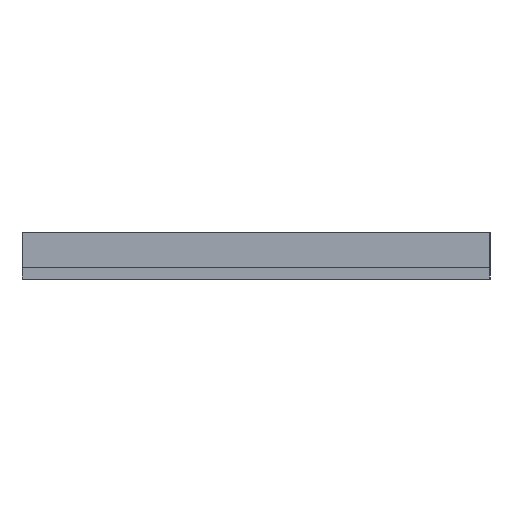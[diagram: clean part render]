
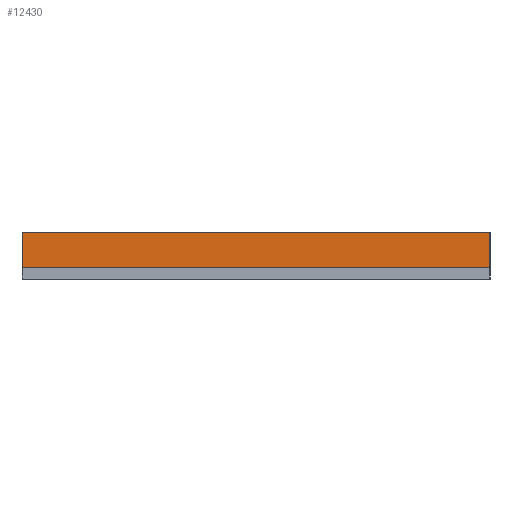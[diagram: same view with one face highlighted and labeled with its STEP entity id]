
A CAD part, left-side view. The second image highlights one B-rep face of the part: STEP entity #12430.
In plain terms, the highlighted planar face has unit normal (-1, 0, 0).
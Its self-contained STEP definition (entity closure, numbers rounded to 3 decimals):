
#736 = EDGE_CURVE ( 'NONE', #20477, #5267, #16340, .T. ) ;
#1021 = CARTESIAN_POINT ( 'NONE',  ( -3.5, 3.5, 0.53 ) ) ;
#1164 = EDGE_CURVE ( 'NONE', #5267, #15246, #5384, .T. ) ;
#1657 = VECTOR ( 'NONE', #7570, 1000. ) ;
#2009 = CARTESIAN_POINT ( 'NONE',  ( -3.5, -3.5, 0.53 ) ) ;
#4179 = EDGE_CURVE ( 'NONE', #9204, #15246, #5895, .T. ) ;
#5267 = VERTEX_POINT ( 'NONE', #21128 ) ;
#5384 = LINE ( 'NONE', #21986, #1657 ) ;
#5895 = LINE ( 'NONE', #20730, #17384 ) ;
#7095 = DIRECTION ( 'NONE',  ( 0., 1., 0. ) ) ;
#7351 = DIRECTION ( 'NONE',  ( 0., -1., 0. ) ) ;
#7522 = FACE_OUTER_BOUND ( 'NONE', #24289, .T. ) ;
#7570 = DIRECTION ( 'NONE',  ( 0., -1., 0. ) ) ;
#9204 = VERTEX_POINT ( 'NONE', #2009 ) ;
#9310 = CARTESIAN_POINT ( 'NONE',  ( -3.5, 3.5, 0.53 ) ) ;
#11212 = ORIENTED_EDGE ( 'NONE', *, *, #4179, .F. ) ;
#12430 = ADVANCED_FACE ( 'NONE', ( #7522 ), #21518, .F. ) ;
#13040 = ORIENTED_EDGE ( 'NONE', *, *, #18310, .F. ) ;
#14216 = DIRECTION ( 'NONE',  ( 0., 0., -1. ) ) ;
#15246 = VERTEX_POINT ( 'NONE', #15437 ) ;
#15437 = CARTESIAN_POINT ( 'NONE',  ( -3.5, -3.5, 0. ) ) ;
#15863 = ORIENTED_EDGE ( 'NONE', *, *, #736, .T. ) ;
#16340 = LINE ( 'NONE', #24795, #19573 ) ;
#16611 = DIRECTION ( 'NONE',  ( 0., 0., -1. ) ) ;
#17384 = VECTOR ( 'NONE', #14216, 1000. ) ;
#18310 = EDGE_CURVE ( 'NONE', #20477, #9204, #25717, .T. ) ;
#19573 = VECTOR ( 'NONE', #16611, 1000. ) ;
#20477 = VERTEX_POINT ( 'NONE', #23370 ) ;
#20730 = CARTESIAN_POINT ( 'NONE',  ( -3.5, -3.5, 0.53 ) ) ;
#21128 = CARTESIAN_POINT ( 'NONE',  ( -3.5, 3.5, 0. ) ) ;
#21518 = PLANE ( 'NONE',  #24629 ) ;
#21986 = CARTESIAN_POINT ( 'NONE',  ( -3.5, 3.5, 0. ) ) ;
#23370 = CARTESIAN_POINT ( 'NONE',  ( -3.5, 3.5, 0.53 ) ) ;
#23997 = DIRECTION ( 'NONE',  ( 1., 0., 0. ) ) ;
#24289 = EDGE_LOOP ( 'NONE', ( #25550, #11212, #13040, #15863 ) ) ;
#24629 = AXIS2_PLACEMENT_3D ( 'NONE', #9310, #23997, #7095 ) ;
#24795 = CARTESIAN_POINT ( 'NONE',  ( -3.5, 3.5, 0.53 ) ) ;
#25550 = ORIENTED_EDGE ( 'NONE', *, *, #1164, .T. ) ;
#25717 = LINE ( 'NONE', #1021, #25918 ) ;
#25918 = VECTOR ( 'NONE', #7351, 1000. ) ;
